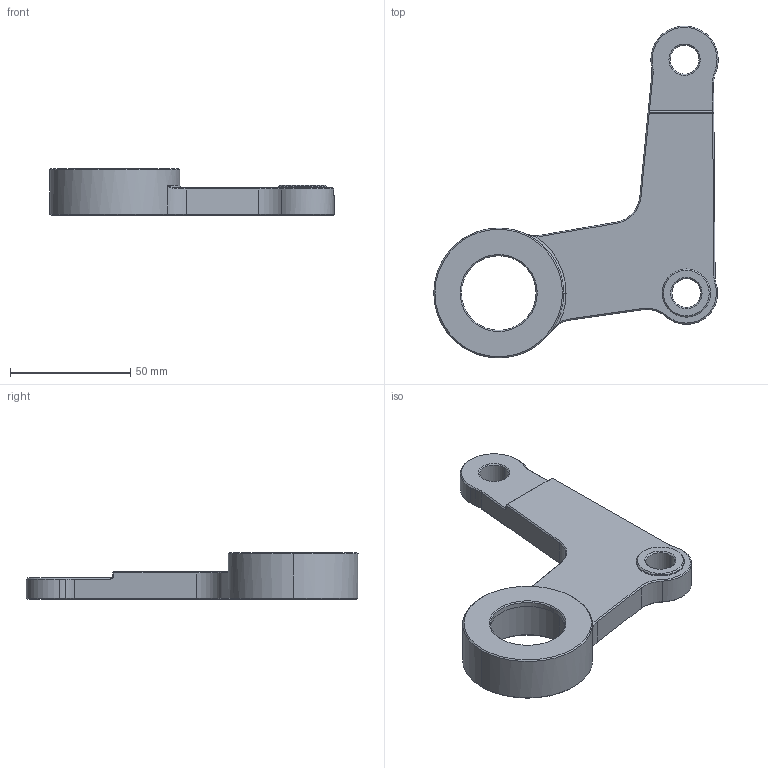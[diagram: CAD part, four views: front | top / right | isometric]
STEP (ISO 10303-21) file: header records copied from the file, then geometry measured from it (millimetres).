
FILE_DESCRIPTION (( 'STEP AP214' ), '1' );
FILE_NAME ('biellette_renvoi_D.STEP', '2020-03-15T18:14:57', ( '' ), ( '' ), 'SwSTEP 2.0', 'SolidWorks 2014', '' );
FILE_SCHEMA (( 'AUTOMOTIVE_DESIGN' ));
Length unit declared in the file: millimetre
Products named in the file (1): biellette_renvoi_D
Bounding box: 118.25 x 138 x 19.5 mm (x, y, z)
Volume: 75471.4 mm3; surface area: 21366 mm2
Topology: 1 solids, 1 shells, 99 faces, 225 edges, 128 vertices
Faces by surface type: cone 42, plane 26, cylinder 25, bspline 4, torus 2
Entity records: 3263 total; most frequent: CARTESIAN_POINT 990, DIRECTION 498, ORIENTED_EDGE 446, EDGE_CURVE 223, AXIS2_PLACEMENT_3D 193, VERTEX_POINT 128, VECTOR 112, LINE 112
